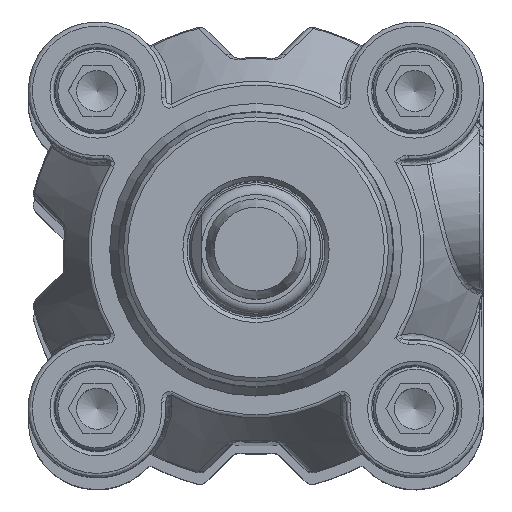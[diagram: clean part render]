
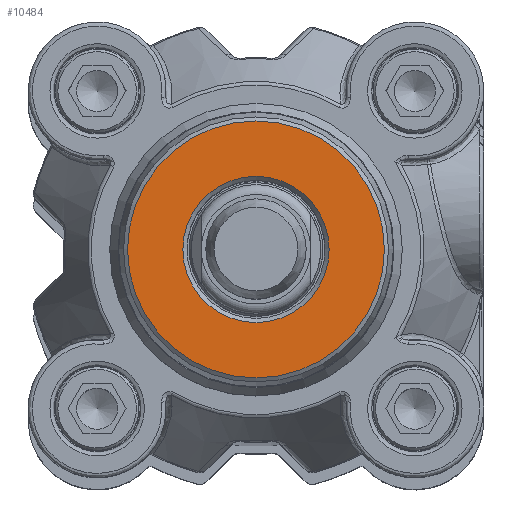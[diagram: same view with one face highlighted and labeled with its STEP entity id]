
A CAD part, top view. The second image highlights one B-rep face of the part: STEP entity #10484.
In plain terms, the highlighted planar face has unit normal (0, 0, 1).
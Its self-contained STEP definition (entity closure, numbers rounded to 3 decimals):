
#10358=CARTESIAN_POINT('',(8.75,0.,449.5));
#10359=VERTEX_POINT('',#10358);
#10360=CARTESIAN_POINT('',(0.0,0.0,449.5));
#10361=DIRECTION('',(0.0,0.0,1.0));
#10362=DIRECTION('',(-1.0,0.0,0.0));
#10363=AXIS2_PLACEMENT_3D('',#10360,#10361,#10362);
#10364=CIRCLE('',#10363,8.75);
#10365=EDGE_CURVE('',#10359,#10359,#10364,.T.);
#10465=CARTESIAN_POINT('',(7.683,0.0,449.5));
#10466=DIRECTION('',(0.0,0.0,1.0));
#10467=DIRECTION('',(1.0,0.0,0.0));
#10468=AXIS2_PLACEMENT_3D('',#10465,#10466,#10467);
#10469=PLANE('',#10468);
#10470=CARTESIAN_POINT('',(15.366,0.0,449.5));
#10471=VERTEX_POINT('',#10470);
#10472=CARTESIAN_POINT('',(0.0,0.0,449.5));
#10473=DIRECTION('',(0.0,0.0,1.0));
#10474=DIRECTION('',(1.0,0.0,0.0));
#10475=AXIS2_PLACEMENT_3D('',#10472,#10473,#10474);
#10476=CIRCLE('',#10475,15.366);
#10477=EDGE_CURVE('',#10471,#10471,#10476,.T.);
#10478=ORIENTED_EDGE('',*,*,#10477,.T.);
#10479=EDGE_LOOP('',(#10478));
#10480=FACE_OUTER_BOUND('',#10479,.T.);
#10481=ORIENTED_EDGE('',*,*,#10365,.F.);
#10482=EDGE_LOOP('',(#10481));
#10483=FACE_BOUND('',#10482,.T.);
#10484=ADVANCED_FACE('',(#10480,#10483),#10469,.T.);
